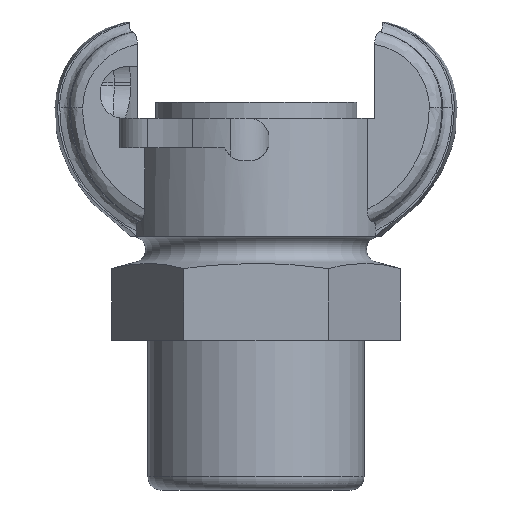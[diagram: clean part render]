
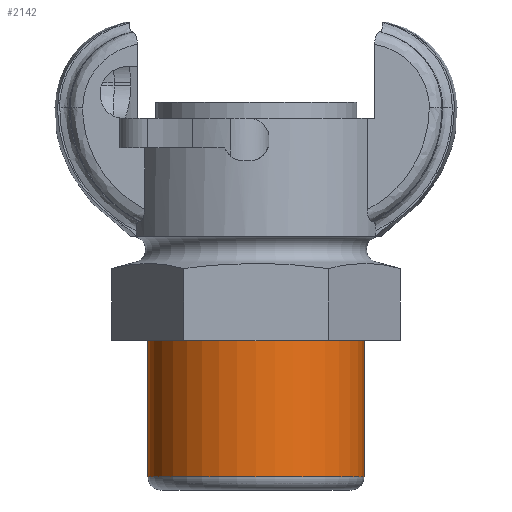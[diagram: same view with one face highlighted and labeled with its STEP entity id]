
A CAD part, front view. The second image highlights one B-rep face of the part: STEP entity #2142.
In plain terms, the highlighted cylindrical face has radius 16.625 mm (diameter 33.249 mm), a full revolution.
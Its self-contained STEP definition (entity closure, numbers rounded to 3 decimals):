
#88=CYLINDRICAL_SURFACE('',#2353,16.625);
#175=LINE('',#5406,#262);
#262=VECTOR('',#2828,16.625);
#421=FACE_OUTER_BOUND('',#545,.T.);
#545=EDGE_LOOP('',(#1881,#1882,#1883,#1884));
#654=CIRCLE('',#2340,16.625);
#660=CIRCLE('',#2354,16.625);
#962=VERTEX_POINT('',#5300);
#970=VERTEX_POINT('',#5405);
#1263=EDGE_CURVE('',#962,#962,#654,.T.);
#1277=EDGE_CURVE('',#962,#970,#175,.T.);
#1278=EDGE_CURVE('',#970,#970,#660,.T.);
#1881=ORIENTED_EDGE('',*,*,#1263,.F.);
#1882=ORIENTED_EDGE('',*,*,#1277,.T.);
#1883=ORIENTED_EDGE('',*,*,#1278,.F.);
#1884=ORIENTED_EDGE('',*,*,#1277,.F.);
#2142=ADVANCED_FACE('',(#421),#88,.T.);
#2340=AXIS2_PLACEMENT_3D('',#5301,#2797,#2798);
#2353=AXIS2_PLACEMENT_3D('',#5404,#2826,#2827);
#2354=AXIS2_PLACEMENT_3D('',#5407,#2829,#2830);
#2797=DIRECTION('center_axis',(0.,0.,1.));
#2798=DIRECTION('ref_axis',(1.,0.,0.));
#2826=DIRECTION('center_axis',(0.,0.,1.));
#2827=DIRECTION('ref_axis',(1.,0.,0.));
#2828=DIRECTION('',(0.,0.,-1.));
#2829=DIRECTION('center_axis',(0.,0.,-1.));
#2830=DIRECTION('ref_axis',(1.,0.,0.));
#5300=CARTESIAN_POINT('',(-16.625,0.,-35.783));
#5301=CARTESIAN_POINT('Origin',(0.,0.,-35.783));
#5404=CARTESIAN_POINT('Origin',(0.,0.,-58.783));
#5405=CARTESIAN_POINT('',(-16.625,0.,-56.783));
#5406=CARTESIAN_POINT('',(-16.625,0.,-58.783));
#5407=CARTESIAN_POINT('Origin',(0.,0.,-56.783));
